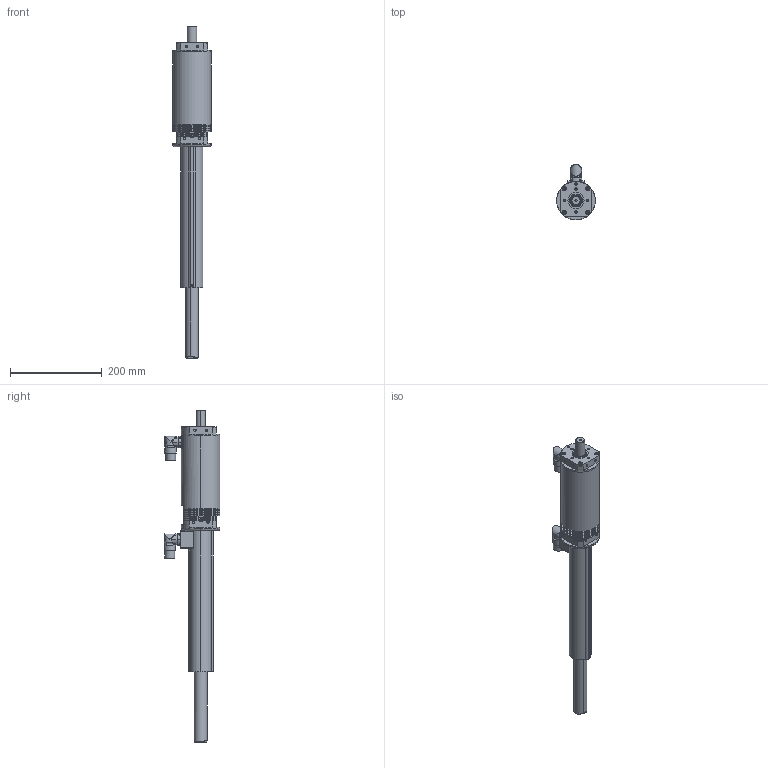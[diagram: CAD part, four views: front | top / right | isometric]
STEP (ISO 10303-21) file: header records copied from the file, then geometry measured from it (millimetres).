
FILE_DESCRIPTION (( 'STEP AP214' ), '1' );
FILE_NAME ('0186-0222_200226_PR01-84x80-C!48x240F-C-100.STEP', '2020-02-26T10:28:38', ( '' ), ( '' ), 'SwSTEP 2.0', 'SolidWorks 2019', '' );
FILE_SCHEMA (( 'AUTOMOTIVE_DESIGN' ));
Length unit declared in the file: millimetre
Products named in the file (3): Läufer_Drehwelle-240; Stator-RS01-84x80_48x240F-100; 0186-0222_200226_PR01-84x80-C!48x240F-C-100
Assembly tree (2 placements, depth 2):
  0186-0222_200226_PR01-84x80-C!48x240F-C-100
    Stator-RS01-84x80_48x240F-100
    Läufer_Drehwelle-240
Bounding box: 84 x 121.9 x 723.6 mm (x, y, z)
Volume: 1920557.8 mm3; surface area: 307463.6 mm2
Topology: 24 solids, 25 shells, 1320 faces, 3243 edges, 1985 vertices
Faces by surface type: cylinder 558, plane 446, cone 152, torus 99, bspline 53, sphere 12
Entity records: 56948 total; most frequent: CARTESIAN_POINT 11456, DIRECTION 6574, ORIENTED_EDGE 6292, EDGE_CURVE 3146, AXIS2_PLACEMENT_3D 2621, VERTEX_POINT 1985, EDGE_LOOP 1471, CIRCLE 1349
